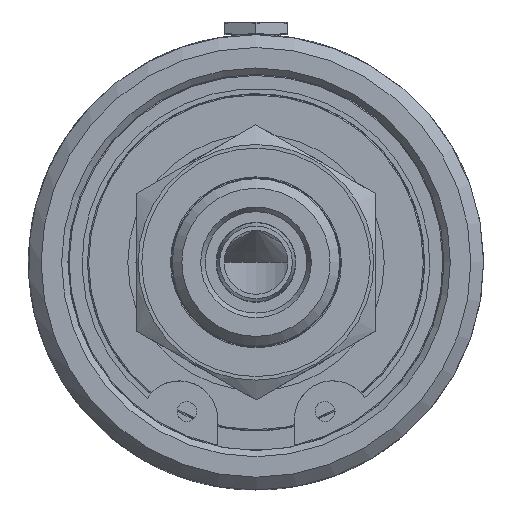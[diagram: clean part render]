
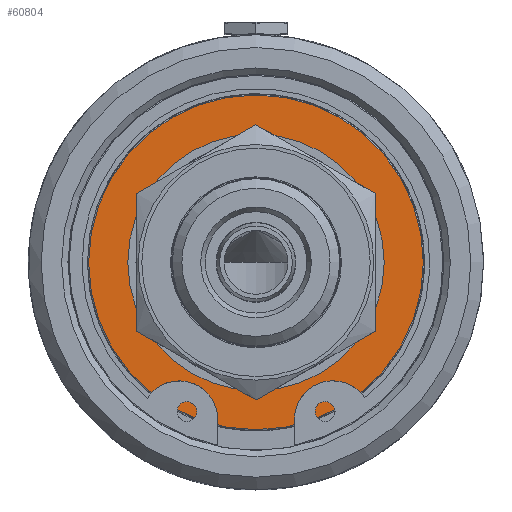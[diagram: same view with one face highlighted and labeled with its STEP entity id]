
A CAD part, left-side view. The second image highlights one B-rep face of the part: STEP entity #60804.
In plain terms, the highlighted planar face has unit normal (-1, 0, 0).
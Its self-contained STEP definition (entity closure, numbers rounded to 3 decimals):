
#60770=CARTESIAN_POINT('',(49.249,16.05,0.));
#60771=VERTEX_POINT('',#60770);
#60772=CARTESIAN_POINT('',(49.249,0.,0.));
#60773=DIRECTION('',(1.0,0.0,0.0));
#60774=DIRECTION('',(0.0,1.0,0.0));
#60775=AXIS2_PLACEMENT_3D('',#60772,#60773,#60774);
#60776=CIRCLE('',#60775,16.05);
#60777=EDGE_CURVE('',#60771,#60771,#60776,.T.);
#60785=CARTESIAN_POINT('',(49.249,18.5,0.));
#60786=DIRECTION('',(-1.0,0.0,0.0));
#60787=DIRECTION('',(0.0,-1.0,0.0));
#60788=AXIS2_PLACEMENT_3D('',#60785,#60786,#60787);
#60789=PLANE('',#60788);
#60790=CARTESIAN_POINT('',(49.249,20.95,0.));
#60791=VERTEX_POINT('',#60790);
#60792=CARTESIAN_POINT('',(49.249,0.,0.));
#60793=DIRECTION('',(1.0,0.0,0.0));
#60794=DIRECTION('',(0.0,1.0,0.0));
#60795=AXIS2_PLACEMENT_3D('',#60792,#60793,#60794);
#60796=CIRCLE('',#60795,20.95);
#60797=EDGE_CURVE('',#60791,#60791,#60796,.T.);
#60798=ORIENTED_EDGE('',*,*,#60797,.F.);
#60799=EDGE_LOOP('',(#60798));
#60800=FACE_OUTER_BOUND('',#60799,.T.);
#60801=ORIENTED_EDGE('',*,*,#60777,.T.);
#60802=EDGE_LOOP('',(#60801));
#60803=FACE_BOUND('',#60802,.T.);
#60804=ADVANCED_FACE('',(#60800,#60803),#60789,.T.);
